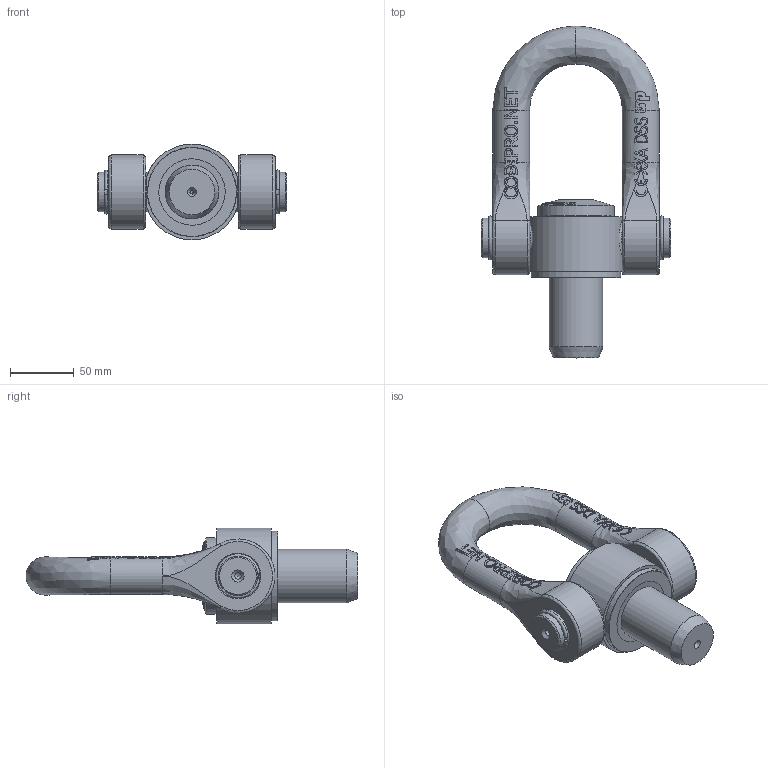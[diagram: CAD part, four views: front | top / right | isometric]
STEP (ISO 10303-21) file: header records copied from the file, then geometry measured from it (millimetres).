
FILE_DESCRIPTION(/* description */ (''),/* implementation_level */ '2;1');
FILE_NAME(/* name */ 'DSS M42 UP.stp',/* time_stamp */ '2017-09-20T08:44:09+02:00',/* author */ ('rklenes'),/* organization */ (''),/* preprocessor_version */ 'ST-DEVELOPER v16.5',/* originating_system */ 'Autodesk Inventor 2017',/* authorisation */ '');
FILE_SCHEMA (('AUTOMOTIVE_DESIGN { 1 0 10303 214 3 1 1 }'));
Length unit declared in the file: millimetre
Products named in the file (7): DSS M42 UP; DSS_N3X48; DSM_N3X48; DSM_N3; DIN 7993 - A 32; DSE_M42A_UP; DSA_M42X111_UP
Assembly tree (7 placements, depth 3):
  DSS M42 UP
    DSS_N3X48
      DSM_N3X48
      DSM_N3
      DIN 7993 - A 32  x2
    DSE_M42A_UP
    DSA_M42X111_UP
Bounding box: 148.5 x 260 x 74.72 mm (x, y, z)
Volume: 698588.5 mm3; surface area: 121416 mm2
Topology: 6 solids, 6 shells, 697 faces, 1905 edges, 1259 vertices
Faces by surface type: plane 340, bspline 210, cylinder 76, cone 54, torus 17
Full cylindrical faces by diameter (mm): 3.15 x1, 4.917 x2, 29 x2, 31 x4, 32.25 x2, 42 x4, 42.2 x1, 47.7 x2, 48 x3, 60 x1, 70 x1
Entity records: 26548 total; most frequent: CARTESIAN_POINT 10580, ORIENTED_EDGE 3656, DIRECTION 2615, EDGE_CURVE 1828, VERTEX_POINT 1245, AXIS2_PLACEMENT_3D 959, EDGE_LOOP 803, LINE 697
